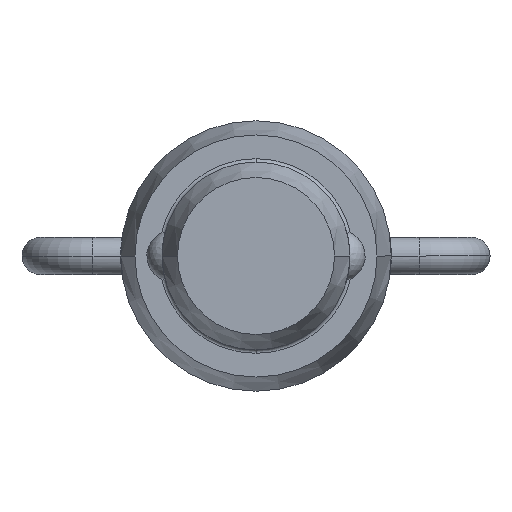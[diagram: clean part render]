
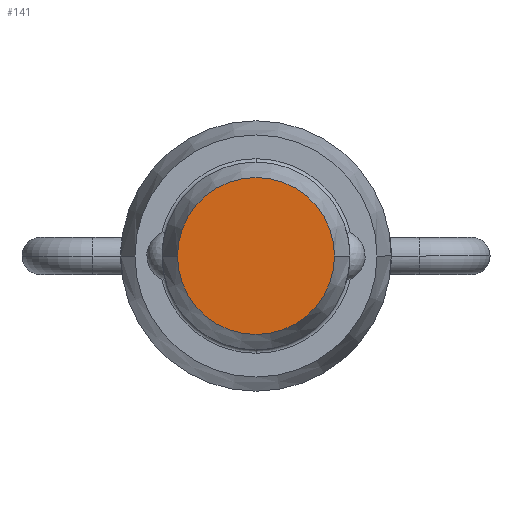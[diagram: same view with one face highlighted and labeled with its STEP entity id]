
A CAD part, front view. The second image highlights one B-rep face of the part: STEP entity #141.
In plain terms, the highlighted planar face has unit normal (0, -1, 0).
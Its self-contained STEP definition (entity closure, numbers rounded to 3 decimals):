
#141=ADVANCED_FACE('',(#281),#282,.T.);
#281=FACE_OUTER_BOUND('',#414,.T.);
#282=PLANE('',#415);
#414=EDGE_LOOP('',(#767,#768));
#415=AXIS2_PLACEMENT_3D('',#769,#770,#771);
#767=ORIENTED_EDGE('',*,*,#906,.T.);
#768=ORIENTED_EDGE('',*,*,#902,.T.);
#769=CARTESIAN_POINT('',(-2.778,-40.132,0.0));
#770=DIRECTION('',(0.,-1.0,0.0));
#771=DIRECTION('',(1.0,0.,0.0));
#902=EDGE_CURVE('',#1103,#1101,#1104,.T.);
#906=EDGE_CURVE('',#1101,#1103,#1108,.T.);
#1101=VERTEX_POINT('',#1500);
#1103=VERTEX_POINT('',#1503);
#1104=CIRCLE('',#1504,4.646);
#1108=CIRCLE('',#1509,4.646);
#1500=CARTESIAN_POINT('',(-4.646,-40.132,0.0));
#1503=CARTESIAN_POINT('',(4.646,-40.132,0.));
#1504=AXIS2_PLACEMENT_3D('',#1717,#1718,#1719);
#1509=AXIS2_PLACEMENT_3D('',#1724,#1725,#1726);
#1717=CARTESIAN_POINT('',(0.0,-40.132,0.0));
#1718=DIRECTION('',(0.,-1.0,0.0));
#1719=DIRECTION('',(-1.0,0.,0.0));
#1724=CARTESIAN_POINT('',(0.0,-40.132,0.0));
#1725=DIRECTION('',(0.,-1.0,0.0));
#1726=DIRECTION('',(-1.0,0.,0.0));
